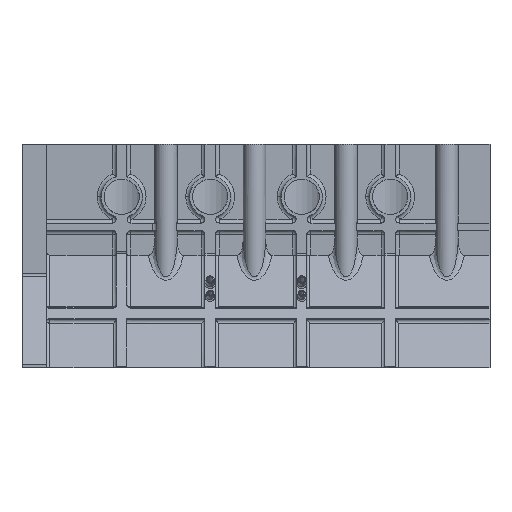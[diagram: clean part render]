
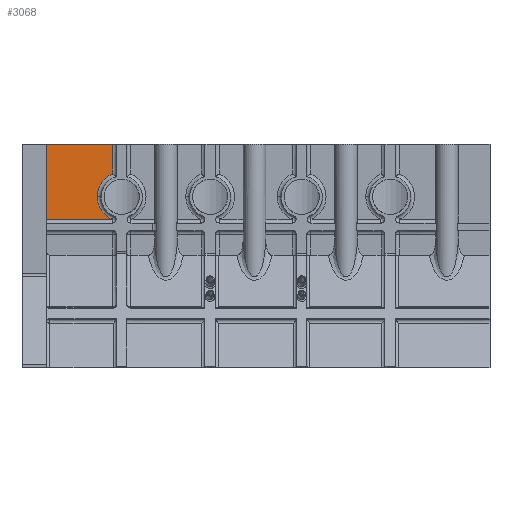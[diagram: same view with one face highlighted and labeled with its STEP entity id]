
A CAD part, front view. The second image highlights one B-rep face of the part: STEP entity #3068.
In plain terms, the highlighted planar face has unit normal (0, -1, 0).
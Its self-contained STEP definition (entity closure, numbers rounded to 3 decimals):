
#287=CARTESIAN_POINT('Vertex',(-591.924,0.,148.143)) ;
#290=CARTESIAN_POINT('Line Origine',(-547.487,0.,148.143)) ;
#294=CARTESIAN_POINT('Vertex',(-503.05,0.,148.143)) ;
#2991=CARTESIAN_POINT('Vertex',(-591.924,0.,47.954)) ;
#2994=CARTESIAN_POINT('Line Origine',(-591.924,0.,98.048)) ;
#3029=CARTESIAN_POINT('Axis2P3D Location',(0.,0.,148.143)) ;
#3034=CARTESIAN_POINT('Line Origine',(-547.681,0.,47.954)) ;
#3038=CARTESIAN_POINT('Vertex',(-503.438,0.,47.954)) ;
#3041=CARTESIAN_POINT('Axis2P3D Location',(-491.05,0.,78.)) ;
#3045=CARTESIAN_POINT('Vertex',(-523.55,0.,78.)) ;
#3048=CARTESIAN_POINT('Axis2P3D Location',(-491.05,0.,78.)) ;
#3052=CARTESIAN_POINT('Vertex',(-503.05,0.,108.203)) ;
#3055=CARTESIAN_POINT('Line Origine',(-503.05,0.,128.173)) ;
#291=DIRECTION('Vector Direction',(-1.,0.,0.)) ;
#2995=DIRECTION('Vector Direction',(0.,0.,-1.)) ;
#3030=DIRECTION('Axis2P3D Direction',(0.,1.,0.)) ;
#3031=DIRECTION('Axis2P3D XDirection',(0.,0.,-1.)) ;
#3035=DIRECTION('Vector Direction',(1.,0.,0.)) ;
#3042=DIRECTION('Axis2P3D Direction',(0.,1.,0.)) ;
#3049=DIRECTION('Axis2P3D Direction',(0.,1.,0.)) ;
#3056=DIRECTION('Vector Direction',(0.,0.,-1.)) ;
#3032=AXIS2_PLACEMENT_3D('Plane Axis2P3D',#3029,#3030,#3031) ;
#3043=AXIS2_PLACEMENT_3D('Circle Axis2P3D',#3041,#3042,$) ;
#3050=AXIS2_PLACEMENT_3D('Circle Axis2P3D',#3048,#3049,$) ;
#3061=ORIENTED_EDGE('',*,*,#3040,.T.) ;
#3062=ORIENTED_EDGE('',*,*,#3047,.T.) ;
#3063=ORIENTED_EDGE('',*,*,#3054,.T.) ;
#3064=ORIENTED_EDGE('',*,*,#3059,.T.) ;
#3065=ORIENTED_EDGE('',*,*,#296,.T.) ;
#3066=ORIENTED_EDGE('',*,*,#2998,.T.) ;
#292=VECTOR('Line Direction',#291,1.) ;
#2996=VECTOR('Line Direction',#2995,1.) ;
#3036=VECTOR('Line Direction',#3035,1.) ;
#3057=VECTOR('Line Direction',#3056,1.) ;
#3068=ADVANCED_FACE('PartBody',(#3067),#3033,.F.) ;
#3044=CIRCLE('generated circle',#3043,32.5) ;
#3051=CIRCLE('generated circle',#3050,32.5) ;
#296=EDGE_CURVE('',#295,#288,#293,.T.) ;
#2998=EDGE_CURVE('',#288,#2992,#2997,.T.) ;
#3040=EDGE_CURVE('',#2992,#3039,#3037,.T.) ;
#3047=EDGE_CURVE('',#3039,#3046,#3044,.T.) ;
#3054=EDGE_CURVE('',#3046,#3053,#3051,.T.) ;
#3059=EDGE_CURVE('',#3053,#295,#3058,.F.) ;
#3060=EDGE_LOOP('',(#3061,#3062,#3063,#3064,#3065,#3066)) ;
#3067=FACE_OUTER_BOUND('',#3060,.T.) ;
#293=LINE('Line',#290,#292) ;
#2997=LINE('Line',#2994,#2996) ;
#3037=LINE('Line',#3034,#3036) ;
#3058=LINE('Line',#3055,#3057) ;
#3033=PLANE('',#3032) ;
#288=VERTEX_POINT('',#287) ;
#295=VERTEX_POINT('',#294) ;
#2992=VERTEX_POINT('',#2991) ;
#3039=VERTEX_POINT('',#3038) ;
#3046=VERTEX_POINT('',#3045) ;
#3053=VERTEX_POINT('',#3052) ;
